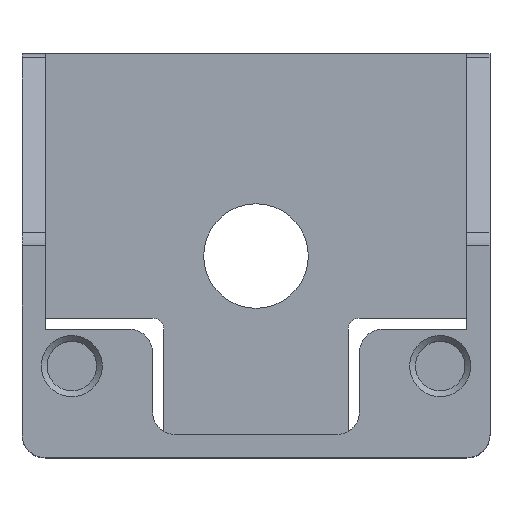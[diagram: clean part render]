
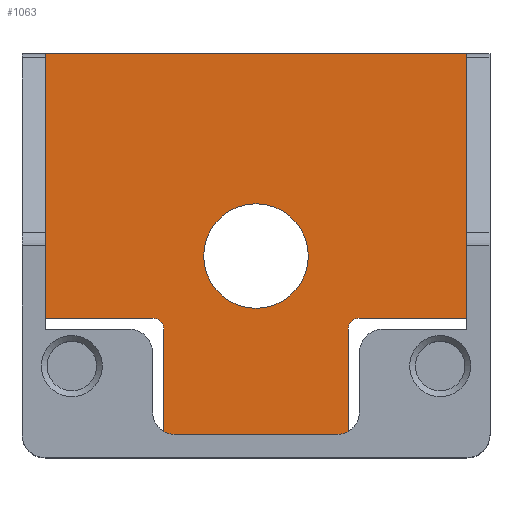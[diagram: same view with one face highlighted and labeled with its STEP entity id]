
A CAD part, top view. The second image highlights one B-rep face of the part: STEP entity #1063.
In plain terms, the highlighted planar face has unit normal (0, 0, 1).
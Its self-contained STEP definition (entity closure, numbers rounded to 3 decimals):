
#22=FACE_BOUND('',#138,.T.);
#40=PLANE('',#1151);
#78=FACE_OUTER_BOUND('',#137,.T.);
#137=EDGE_LOOP('',(#797,#798,#799,#800,#801,#802,#803,#804,#805,#806));
#138=EDGE_LOOP('',(#807));
#189=LINE('',#1558,#299);
#194=LINE('',#1573,#304);
#202=LINE('',#1593,#312);
#230=LINE('',#1668,#340);
#232=LINE('',#1671,#342);
#233=LINE('',#1674,#343);
#234=LINE('',#1676,#344);
#235=LINE('',#1677,#345);
#299=VECTOR('',#1236,10.);
#304=VECTOR('',#1249,10.);
#312=VECTOR('',#1265,10.);
#340=VECTOR('',#1331,10.);
#342=VECTOR('',#1335,10.);
#343=VECTOR('',#1338,10.);
#344=VECTOR('',#1339,10.);
#345=VECTOR('',#1340,10.);
#407=CIRCLE('',#1120,1.);
#409=CIRCLE('',#1124,1.);
#423=CIRCLE('',#1152,4.54);
#454=VERTEX_POINT('',#1548);
#455=VERTEX_POINT('',#1549);
#458=VERTEX_POINT('',#1557);
#460=VERTEX_POINT('',#1563);
#461=VERTEX_POINT('',#1564);
#464=VERTEX_POINT('',#1572);
#472=VERTEX_POINT('',#1592);
#500=VERTEX_POINT('',#1666);
#501=VERTEX_POINT('',#1673);
#502=VERTEX_POINT('',#1675);
#503=VERTEX_POINT('',#1678);
#556=EDGE_CURVE('',#454,#455,#407,.T.);
#560=EDGE_CURVE('',#458,#455,#189,.T.);
#563=EDGE_CURVE('',#460,#461,#409,.T.);
#567=EDGE_CURVE('',#464,#461,#194,.T.);
#577=EDGE_CURVE('',#472,#458,#202,.T.);
#615=EDGE_CURVE('',#454,#500,#230,.T.);
#617=EDGE_CURVE('',#460,#472,#232,.T.);
#618=EDGE_CURVE('',#500,#501,#233,.T.);
#619=EDGE_CURVE('',#502,#501,#234,.T.);
#620=EDGE_CURVE('',#502,#464,#235,.T.);
#621=EDGE_CURVE('',#503,#503,#423,.T.);
#797=ORIENTED_EDGE('',*,*,#560,.T.);
#798=ORIENTED_EDGE('',*,*,#556,.F.);
#799=ORIENTED_EDGE('',*,*,#615,.T.);
#800=ORIENTED_EDGE('',*,*,#618,.T.);
#801=ORIENTED_EDGE('',*,*,#619,.F.);
#802=ORIENTED_EDGE('',*,*,#620,.T.);
#803=ORIENTED_EDGE('',*,*,#567,.T.);
#804=ORIENTED_EDGE('',*,*,#563,.F.);
#805=ORIENTED_EDGE('',*,*,#617,.T.);
#806=ORIENTED_EDGE('',*,*,#577,.T.);
#807=ORIENTED_EDGE('',*,*,#621,.T.);
#1063=ADVANCED_FACE('',(#78,#22),#40,.T.);
#1120=AXIS2_PLACEMENT_3D('',#1550,#1228,#1229);
#1124=AXIS2_PLACEMENT_3D('',#1565,#1241,#1242);
#1151=AXIS2_PLACEMENT_3D('',#1672,#1336,#1337);
#1152=AXIS2_PLACEMENT_3D('',#1679,#1341,#1342);
#1228=DIRECTION('center_axis',(0.,0.,1.));
#1229=DIRECTION('ref_axis',(-0.707,0.707,0.));
#1236=DIRECTION('',(0.,1.,0.));
#1241=DIRECTION('center_axis',(0.,0.,1.));
#1242=DIRECTION('ref_axis',(0.707,0.707,0.));
#1249=DIRECTION('',(1.,0.,0.));
#1265=DIRECTION('',(1.,0.,0.));
#1331=DIRECTION('',(1.,0.,0.));
#1335=DIRECTION('',(0.,-1.,0.));
#1336=DIRECTION('center_axis',(0.,0.,1.));
#1337=DIRECTION('ref_axis',(1.,0.,0.));
#1338=DIRECTION('',(0.,1.,0.));
#1339=DIRECTION('',(1.,0.,0.));
#1340=DIRECTION('',(0.,-1.,0.));
#1341=DIRECTION('center_axis',(0.,0.,-1.));
#1342=DIRECTION('ref_axis',(1.,0.,0.));
#1548=CARTESIAN_POINT('',(9.,-5.4,0.));
#1549=CARTESIAN_POINT('',(8.,-6.4,0.));
#1550=CARTESIAN_POINT('Origin',(9.,-6.4,0.));
#1557=CARTESIAN_POINT('',(8.,-15.55,0.));
#1558=CARTESIAN_POINT('',(8.,-7.775,0.));
#1563=CARTESIAN_POINT('',(-8.,-6.4,0.));
#1564=CARTESIAN_POINT('',(-9.,-5.4,0.));
#1565=CARTESIAN_POINT('Origin',(-9.,-6.4,0.));
#1572=CARTESIAN_POINT('',(-18.325,-5.4,0.));
#1573=CARTESIAN_POINT('',(-9.163,-5.4,0.));
#1592=CARTESIAN_POINT('',(-8.,-15.55,0.));
#1593=CARTESIAN_POINT('',(9.162,-15.55,0.));
#1666=CARTESIAN_POINT('',(18.325,-5.4,0.));
#1668=CARTESIAN_POINT('',(4.5,-5.4,0.));
#1671=CARTESIAN_POINT('',(-8.,-3.2,0.));
#1672=CARTESIAN_POINT('Origin',(0.,0.,
0.));
#1673=CARTESIAN_POINT('',(18.325,17.55,0.));
#1674=CARTESIAN_POINT('',(18.325,8.775,0.));
#1675=CARTESIAN_POINT('',(-18.325,17.55,0.));
#1676=CARTESIAN_POINT('',(-20.325,17.55,0.));
#1677=CARTESIAN_POINT('',(-18.325,-7.775,0.));
#1678=CARTESIAN_POINT('',(-4.54,0.,0.));
#1679=CARTESIAN_POINT('Origin',(0.,0.,0.));
